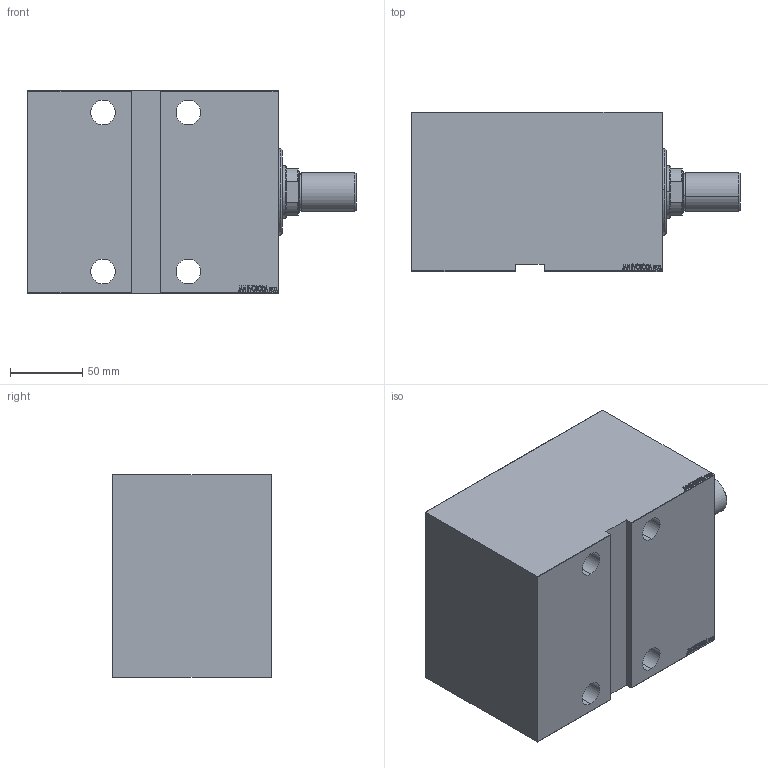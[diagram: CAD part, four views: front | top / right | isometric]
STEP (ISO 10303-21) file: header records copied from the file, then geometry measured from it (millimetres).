
FILE_DESCRIPTION (( 'STEP AP203' ), '1' );
FILE_NAME ('3f4b.STEP', '2022-04-16T19:49:13', ( '' ), ( '' ), 'SwSTEP 2.0', 'SolidWorks 2019', '' );
FILE_SCHEMA (( 'CONFIG_CONTROL_DESIGN' ));
Length unit declared in the file: millimetre
Products named in the file (5): V450CM_VC_G a290688b32ec58f649985be813debe1c; V450CM_G_VCP a290688b32ec58f649985be813debe1c; V450CM_G_Body a290688b32ec58f649985be813debe1c; 3f4b; V450CM_MALE_METRIC a290688b32ec58f649985be813debe1c
Assembly tree (4 placements, depth 2):
  3f4b
    V450CM_G_Body a290688b32ec58f649985be813debe1c
    V450CM_G_VCP a290688b32ec58f649985be813debe1c
    V450CM_VC_G a290688b32ec58f649985be813debe1c
    V450CM_MALE_METRIC a290688b32ec58f649985be813debe1c
Bounding box: 227 x 110 x 140 mm (x, y, z)
Volume: 2087970.7 mm3; surface area: 239023 mm2
Topology: 4 solids, 4 shells, 854 faces, 2192 edges, 1453 vertices
Faces by surface type: plane 410, bspline 380, cylinder 44, cone 18, torus 2
Entity records: 43147 total; most frequent: CARTESIAN_POINT 24364, ORIENTED_EDGE 4380, DIRECTION 2498, EDGE_CURVE 2190, VERTEX_POINT 1453, LINE 1308, VECTOR 1308, EDGE_LOOP 973
